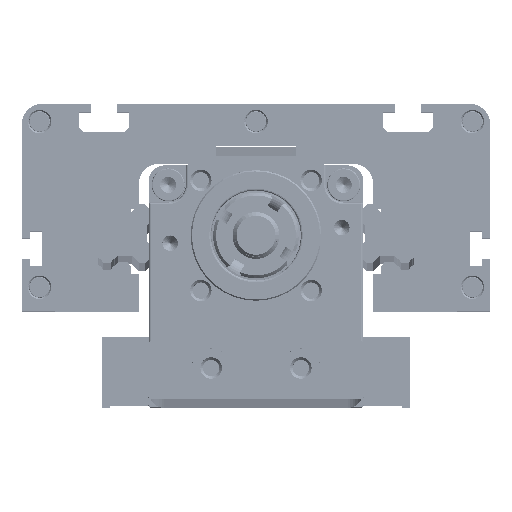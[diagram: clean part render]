
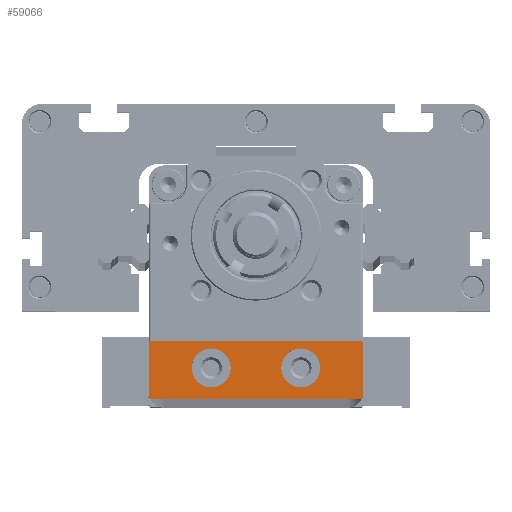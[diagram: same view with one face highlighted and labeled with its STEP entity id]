
A CAD part, top view. The second image highlights one B-rep face of the part: STEP entity #59066.
In plain terms, the highlighted planar face has unit normal (0, 0, 1).
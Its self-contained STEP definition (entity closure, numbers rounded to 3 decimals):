
#765 = ORIENTED_EDGE ( 'NONE', *, *, #48631, .T. ) ;
#941 = LINE ( 'NONE', #72631, #33448 ) ;
#3300 = ORIENTED_EDGE ( 'NONE', *, *, #7339, .T. ) ;
#4861 = CARTESIAN_POINT ( 'NONE',  ( 6.5, 0.5, 15. ) ) ;
#6205 = CARTESIAN_POINT ( 'NONE',  ( -6.5, 0.5, 15. ) ) ;
#6594 = VECTOR ( 'NONE', #77032, 1000. ) ;
#7339 = EDGE_CURVE ( 'NONE', #47060, #32241, #941, .T. ) ;
#8722 = CARTESIAN_POINT ( 'NONE',  ( -11.5, 0.5, 15. ) ) ;
#9550 = AXIS2_PLACEMENT_3D ( 'NONE', #8722, #54694, #42009 ) ;
#9862 = CARTESIAN_POINT ( 'NONE',  ( -27.5, 7., 15. ) ) ;
#10696 = DIRECTION ( 'NONE',  ( -0.707, -0.707, 0. ) ) ;
#12398 = DIRECTION ( 'NONE',  ( 0., -1., 0. ) ) ;
#13160 = DIRECTION ( 'NONE',  ( 0., 0., 1. ) ) ;
#14496 = LINE ( 'NONE', #58797, #79397 ) ;
#14956 = CARTESIAN_POINT ( 'NONE',  ( -11.5, 0.5, 15. ) ) ;
#16432 = VERTEX_POINT ( 'NONE', #32805 ) ;
#16633 = VERTEX_POINT ( 'NONE', #19221 ) ;
#17080 = CARTESIAN_POINT ( 'NONE',  ( 27.4, -7.1, 15. ) ) ;
#18173 = VERTEX_POINT ( 'NONE', #6205 ) ;
#18690 = DIRECTION ( 'NONE',  ( 1., 0., 0. ) ) ;
#19221 = CARTESIAN_POINT ( 'NONE',  ( 27.1, -7.4, 15. ) ) ;
#19375 = EDGE_CURVE ( 'NONE', #71836, #18173, #64743, .T. ) ;
#21178 = EDGE_CURVE ( 'NONE', #18173, #71836, #40720, .T. ) ;
#21947 = CARTESIAN_POINT ( 'NONE',  ( 27.5, -7., 15. ) ) ;
#24503 = ORIENTED_EDGE ( 'NONE', *, *, #33315, .F. ) ;
#25796 = CARTESIAN_POINT ( 'NONE',  ( 27.4, 7.1, 15. ) ) ;
#27102 = DIRECTION ( 'NONE',  ( 0., 1., 0. ) ) ;
#27292 = AXIS2_PLACEMENT_3D ( 'NONE', #14956, #27609, #79890 ) ;
#27609 = DIRECTION ( 'NONE',  ( 0., 0., 1. ) ) ;
#28931 = CARTESIAN_POINT ( 'NONE',  ( -27.1, 7.4, 15. ) ) ;
#32241 = VERTEX_POINT ( 'NONE', #25796 ) ;
#32365 = CARTESIAN_POINT ( 'NONE',  ( 27.5, -7.5, 15. ) ) ;
#32805 = CARTESIAN_POINT ( 'NONE',  ( -27.4, -7.1, 15. ) ) ;
#33315 = EDGE_CURVE ( 'NONE', #57720, #37816, #75261, .T. ) ;
#33448 = VECTOR ( 'NONE', #27102, 1000. ) ;
#33793 = CARTESIAN_POINT ( 'NONE',  ( -27.4, 7.1, 15. ) ) ;
#34363 = LINE ( 'NONE', #80712, #37402 ) ;
#36057 = ORIENTED_EDGE ( 'NONE', *, *, #70591, .T. ) ;
#36069 = CARTESIAN_POINT ( 'NONE',  ( 27.1, 7.4, 15. ) ) ;
#36610 = AXIS2_PLACEMENT_3D ( 'NONE', #43976, #13160, #38475 ) ;
#37402 = VECTOR ( 'NONE', #60092, 1000. ) ;
#37469 = FACE_BOUND ( 'NONE', #55882, .T. ) ;
#37816 = VERTEX_POINT ( 'NONE', #62451 ) ;
#38475 = DIRECTION ( 'NONE',  ( 1., 0., 0. ) ) ;
#38909 = DIRECTION ( 'NONE',  ( 0., 0., 1. ) ) ;
#40593 = EDGE_CURVE ( 'NONE', #32241, #46452, #34363, .T. ) ;
#40720 = CIRCLE ( 'NONE', #27292, 5. ) ;
#42009 = DIRECTION ( 'NONE',  ( 1., 0., 0. ) ) ;
#43232 = EDGE_CURVE ( 'NONE', #67801, #67170, #67239, .T. ) ;
#43363 = FACE_BOUND ( 'NONE', #57258, .T. ) ;
#43775 = DIRECTION ( 'NONE',  ( -1., 0., 0. ) ) ;
#43797 = EDGE_LOOP ( 'NONE', ( #36057, #82796, #71693, #3300, #57095, #765, #56908, #79180 ) ) ;
#43976 = CARTESIAN_POINT ( 'NONE',  ( 11.5, 0.5, 15. ) ) ;
#44024 = VECTOR ( 'NONE', #12398, 1000. ) ;
#44188 = PLANE ( 'NONE',  #70270 ) ;
#45617 = AXIS2_PLACEMENT_3D ( 'NONE', #52410, #38909, #18690 ) ;
#46452 = VERTEX_POINT ( 'NONE', #36069 ) ;
#47060 = VERTEX_POINT ( 'NONE', #17080 ) ;
#48192 = CARTESIAN_POINT ( 'NONE',  ( -27., -7.5, 15. ) ) ;
#48388 = ORIENTED_EDGE ( 'NONE', *, *, #19375, .F. ) ;
#48612 = DIRECTION ( 'NONE',  ( 0.707, -0.707, 0. ) ) ;
#48631 = EDGE_CURVE ( 'NONE', #46452, #67801, #69070, .T. ) ;
#51348 = DIRECTION ( 'NONE',  ( 0., 0., -1. ) ) ;
#52410 = CARTESIAN_POINT ( 'NONE',  ( 11.5, 0.5, 15. ) ) ;
#54694 = DIRECTION ( 'NONE',  ( 0., 0., 1. ) ) ;
#54988 = CARTESIAN_POINT ( 'NONE',  ( -16.5, 0.5, 15. ) ) ;
#55882 = EDGE_LOOP ( 'NONE', ( #72531, #48388 ) ) ;
#56274 = VECTOR ( 'NONE', #67503, 1000. ) ;
#56908 = ORIENTED_EDGE ( 'NONE', *, *, #43232, .T. ) ;
#57095 = ORIENTED_EDGE ( 'NONE', *, *, #40593, .T. ) ;
#57258 = EDGE_LOOP ( 'NONE', ( #72168, #24503 ) ) ;
#57720 = VERTEX_POINT ( 'NONE', #4861 ) ;
#58797 = CARTESIAN_POINT ( 'NONE',  ( 27.5, -7.4, 15. ) ) ;
#59066 = ADVANCED_FACE ( 'NONE', ( #37469, #43363, #82996 ), #44188, .F. ) ;
#59368 = VECTOR ( 'NONE', #10696, 1000. ) ;
#60092 = DIRECTION ( 'NONE',  ( -0.707, 0.707, 0. ) ) ;
#60868 = CIRCLE ( 'NONE', #36610, 5. ) ;
#62451 = CARTESIAN_POINT ( 'NONE',  ( 16.5, 0.5, 15. ) ) ;
#64743 = CIRCLE ( 'NONE', #9550, 5. ) ;
#67170 = VERTEX_POINT ( 'NONE', #33793 ) ;
#67239 = LINE ( 'NONE', #9862, #59368 ) ;
#67503 = DIRECTION ( 'NONE',  ( 0.707, 0.707, 0. ) ) ;
#67801 = VERTEX_POINT ( 'NONE', #28931 ) ;
#69070 = LINE ( 'NONE', #82144, #6594 ) ;
#69897 = VECTOR ( 'NONE', #48612, 1000. ) ;
#70270 = AXIS2_PLACEMENT_3D ( 'NONE', #32365, #51348, #43775 ) ;
#70591 = EDGE_CURVE ( 'NONE', #16432, #81553, #79424, .T. ) ;
#71693 = ORIENTED_EDGE ( 'NONE', *, *, #81416, .T. ) ;
#71722 = EDGE_CURVE ( 'NONE', #81553, #16633, #14496, .T. ) ;
#71836 = VERTEX_POINT ( 'NONE', #54988 ) ;
#72168 = ORIENTED_EDGE ( 'NONE', *, *, #73913, .F. ) ;
#72531 = ORIENTED_EDGE ( 'NONE', *, *, #21178, .F. ) ;
#72560 = CARTESIAN_POINT ( 'NONE',  ( -27.1, -7.4, 15. ) ) ;
#72631 = CARTESIAN_POINT ( 'NONE',  ( 27.4, -7.5, 15. ) ) ;
#72692 = DIRECTION ( 'NONE',  ( 1., 0., 0. ) ) ;
#72983 = LINE ( 'NONE', #21947, #56274 ) ;
#73913 = EDGE_CURVE ( 'NONE', #37816, #57720, #60868, .T. ) ;
#75261 = CIRCLE ( 'NONE', #45617, 5. ) ;
#76484 = CARTESIAN_POINT ( 'NONE',  ( -27.4, -7.5, 15. ) ) ;
#77032 = DIRECTION ( 'NONE',  ( -1., 0., 0. ) ) ;
#79180 = ORIENTED_EDGE ( 'NONE', *, *, #80906, .T. ) ;
#79397 = VECTOR ( 'NONE', #72692, 1000. ) ;
#79424 = LINE ( 'NONE', #48192, #69897 ) ;
#79890 = DIRECTION ( 'NONE',  ( 1., 0., 0. ) ) ;
#80712 = CARTESIAN_POINT ( 'NONE',  ( 27., 7.5, 15. ) ) ;
#80906 = EDGE_CURVE ( 'NONE', #67170, #16432, #82003, .T. ) ;
#81416 = EDGE_CURVE ( 'NONE', #16633, #47060, #72983, .T. ) ;
#81553 = VERTEX_POINT ( 'NONE', #72560 ) ;
#82003 = LINE ( 'NONE', #76484, #44024 ) ;
#82144 = CARTESIAN_POINT ( 'NONE',  ( 27.5, 7.4, 15. ) ) ;
#82796 = ORIENTED_EDGE ( 'NONE', *, *, #71722, .T. ) ;
#82996 = FACE_OUTER_BOUND ( 'NONE', #43797, .T. ) ;
